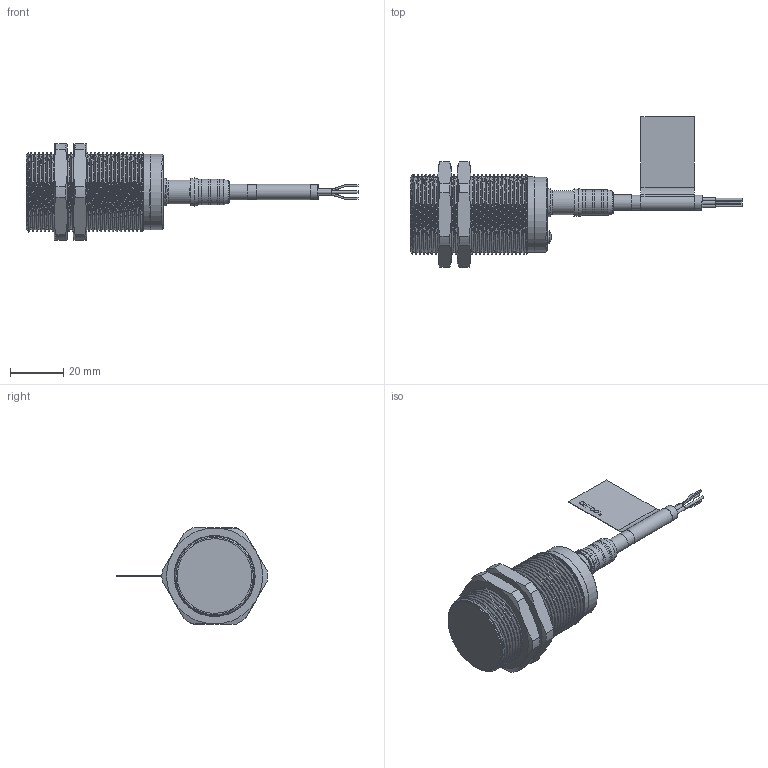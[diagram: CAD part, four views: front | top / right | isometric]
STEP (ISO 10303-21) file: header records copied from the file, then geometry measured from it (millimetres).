
FILE_DESCRIPTION(/* description */ ('Unknown'),/* implementation_level */ '2;1');
FILE_NAME(/* name */ '_VBI-M30-50S-SA.51',/* time_stamp */ '2022-06-15T14:02:44+05:00',/* author */ ('Unknown'),/* organization */ ('Unknown'),/* preprocessor_version */ 'ST-DEVELOPER v16.7',/* originating_system */ 'Solid Edge',/* authorisation */ 'Unknown');
FILE_SCHEMA (('AUTOMOTIVE_DESIGN {1 0 10303 214 3 1 1}'));
Length unit declared in the file: millimetre
Products named in the file (27): 11.195.000-02 ﾂﾁﾈ-ﾌ30-50ﾑ -ﾑﾀ.51; 11.413.000 ÂÁÈ-Ì30...  51 ñ óíèâåðñàëüíîé ïëàò; 11.384.101 忍30.. 51; À4.015 Êàðêàñ êàòóøêè; Ïðîâîä ËÝÏ 20õ0,071; ×àøêà ×26; 秮鶋罻; Ä0.001 Äåðæàòåëü; 11.671.000 ÂÁÈ-Ì30-.. .51ñ óíèâåð; Ã0.016 Êîëïà÷îê; À0.188 Êîðïóñ; Ê1.011 Ãàéêà Ì30õ1,5; ﾎ0.008 ﾋ竟鈞 褪鮏韶萵; L-34ID êðàñíûé íîæêè 6 ìì; Ýòèêåòêà 70õ20 äëÿ ÂÁÈ-Ì12 íà êàáåëü; 10.069.100 襻铕赅 牮觇; Á2.028 Øòóöåð; Á0.119 Êðûøêà Ì30 Ó; Òðóáêà ÏÂÕ ÒÂ-40-1,0  L=6 ìì; Òðóáêà ÏÂÕ ÒÂ-40-1,0  L=4 ìì; Òðóáêà òåðìîóñàäî÷íàÿ ÒÓÒ 9,0 -3,0; Êîëüöî 20,0õ1,0 (äëÿ äèàìåòðà 30); Ðåçèñòîð 3296W-1-203LF 20 êÎì; Ý6.025-03 Êàáåëü; Êîëüöî 1,50õ1,0 (001,5-003,5-1,0); Ê0.009 Óäëèíèòåëü ðåãóëèðîâî÷íîãî ðåçèñòîðà; Â0.098 Óïëîòíåíèå íà øòóöåð 
Assembly tree (30 placements, depth 4):
  11.195.000-02 ﾂﾁﾈ-ﾌ30-50ﾑ -ﾑﾀ.51
    11.413.000 ÂÁÈ-Ì30...  51 ñ óíèâåðñàëüíîé ïëàò
      11.384.101 忍30.. 51
        À4.015 Êàðêàñ êàòóøêè
        Ïðîâîä ËÝÏ 20õ0,071
      ×àøêà ×26
      秮鶋罻
      Ä0.001 Äåðæàòåëü
      11.671.000 ÂÁÈ-Ì30-.. .51ñ óíèâåð
      Ã0.016 Êîëïà÷îê
    À0.188 Êîðïóñ
    Ê1.011 Ãàéêà Ì30õ1,5  x2
    ﾎ0.008 ﾋ竟鈞 褪鮏韶萵
    L-34ID êðàñíûé íîæêè 6 ìì
    Ýòèêåòêà 70õ20 äëÿ ÂÁÈ-Ì12 íà êàáåëü
    10.069.100 襻铕赅 牮觇
      Á2.028 Øòóöåð
      Á0.119 Êðûøêà Ì30 Ó
    Òðóáêà ÏÂÕ ÒÂ-40-1,0  L=6 ìì  x3
    Òðóáêà ÏÂÕ ÒÂ-40-1,0  L=4 ìì  x2
    Òðóáêà òåðìîóñàäî÷íàÿ ÒÓÒ 9,0 -3,0
    Êîëüöî 20,0õ1,0 (äëÿ äèàìåòðà 30)
    Ðåçèñòîð 3296W-1-203LF 20 êÎì
    Ý6.025-03 Êàáåëü
    Êîëüöî 1,50õ1,0 (001,5-003,5-1,0)
    Ê0.009 Óäëèíèòåëü ðåãóëèðîâî÷íîãî ðåçèñòîðà
    Â0.098 Óïëîòíåíèå íà øòóöåð 
Bounding box: 124.5 x 56.44 x 36.02 mm (x, y, z)
Volume: 16824.2 mm3; surface area: 34294 mm2
Topology: 31 solids, 31 shells, 590 faces, 1308 edges, 831 vertices
Faces by surface type: plane 313, cylinder 159, cone 65, torus 28, bspline 21, sphere 4
Full cylindrical faces by diameter (mm): 0.5 x4, 0.8 x5, 0.9 x2, 1 x7, 1.5 x1, 2 x2, 2.15 x1, 2.3 x1, 2.5 x2, 2.8 x2, 3 x1, 3.1 x1, 3.5 x2, 3.55 x2, 4.3 x2, 4.9 x2, 5.3 x1, 5.4 x1, 5.6 x1, 5.8 x1, 5.9 x1, 7 x1, 7.4 x2, 7.5 x1, 7.8 x4, 8 x3, 8.4 x6, 8.55 x1, 8.622 x2, 9 x1
Entity records: 21090 total; most frequent: CARTESIAN_POINT 8289, DIRECTION 2459, ORIENTED_EDGE 2042, EDGE_CURVE 1021, AXIS2_PLACEMENT_3D 947, FACE_BOUND 795, EDGE_LOOP 793, VERTEX_POINT 740
